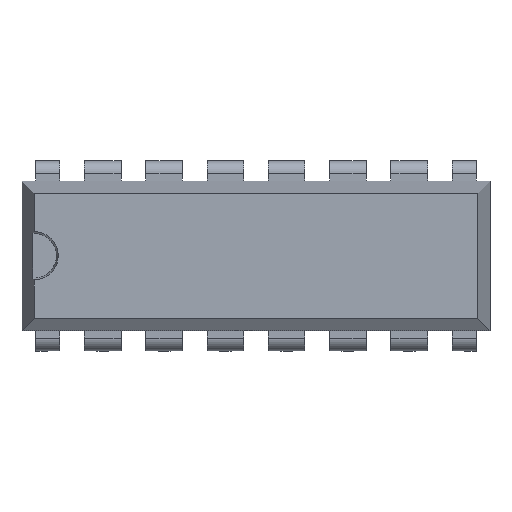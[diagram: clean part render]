
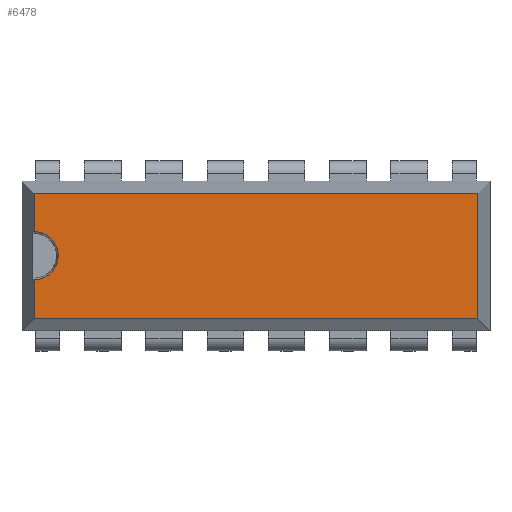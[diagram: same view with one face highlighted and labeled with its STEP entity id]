
A CAD part, top view. The second image highlights one B-rep face of the part: STEP entity #6478.
In plain terms, the highlighted planar face has unit normal (0, 0, 1).
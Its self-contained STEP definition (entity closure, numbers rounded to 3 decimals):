
#62 = ORIENTED_EDGE ( 'NONE', *, *, #2591, .F. ) ;
#149 = VERTEX_POINT ( 'NONE', #279 ) ;
#222 = ORIENTED_EDGE ( 'NONE', *, *, #1075, .T. ) ;
#279 = CARTESIAN_POINT ( 'NONE',  ( -0.31, 1.21, 4.66 ) ) ;
#354 = VECTOR ( 'NONE', #4475, 1000. ) ;
#724 = EDGE_CURVE ( 'NONE', #799, #149, #6437, .T. ) ;
#782 = DIRECTION ( 'NONE',  ( 0., 0., -1. ) ) ;
#799 = VERTEX_POINT ( 'NONE', #2650 ) ;
#953 = CARTESIAN_POINT ( 'NONE',  ( 23.322, 1.21, 4.66 ) ) ;
#963 = LINE ( 'NONE', #2243, #6295 ) ;
#1075 = EDGE_CURVE ( 'NONE', #3035, #6198, #7947, .T. ) ;
#1148 = VECTOR ( 'NONE', #4301, 1000. ) ;
#1292 = ORIENTED_EDGE ( 'NONE', *, *, #6811, .T. ) ;
#1728 = ORIENTED_EDGE ( 'NONE', *, *, #2054, .T. ) ;
#1968 = VERTEX_POINT ( 'NONE', #3105 ) ;
#2054 = EDGE_CURVE ( 'NONE', #1968, #3226, #6537, .T. ) ;
#2243 = CARTESIAN_POINT ( 'NONE',  ( -0.31, 0.71, 4.66 ) ) ;
#2529 = CARTESIAN_POINT ( 'NONE',  ( -0.31, 0.71, 4.66 ) ) ;
#2558 = AXIS2_PLACEMENT_3D ( 'NONE', #7615, #782, #7119 ) ;
#2591 = EDGE_CURVE ( 'NONE', #4162, #6198, #5947, .T. ) ;
#2643 = ORIENTED_EDGE ( 'NONE', *, *, #4942, .T. ) ;
#2650 = CARTESIAN_POINT ( 'NONE',  ( -0.31, 2.81, 4.66 ) ) ;
#2702 = CARTESIAN_POINT ( 'NONE',  ( 23.322, 6.41, 4.66 ) ) ;
#2782 = CARTESIAN_POINT ( 'NONE',  ( -0.31, 3.81, 4.66 ) ) ;
#2910 = DIRECTION ( 'NONE',  ( 0., -1., 0. ) ) ;
#2937 = VECTOR ( 'NONE', #5358, 1000. ) ;
#3035 = VERTEX_POINT ( 'NONE', #3437 ) ;
#3105 = CARTESIAN_POINT ( 'NONE',  ( -0.31, 4.81, 4.66 ) ) ;
#3226 = VERTEX_POINT ( 'NONE', #5135 ) ;
#3334 = ORIENTED_EDGE ( 'NONE', *, *, #3788, .T. ) ;
#3437 = CARTESIAN_POINT ( 'NONE',  ( 18.09, 1.21, 4.66 ) ) ;
#3460 = EDGE_LOOP ( 'NONE', ( #62, #2643, #1728, #3334, #4121, #1292, #222 ) ) ;
#3477 = CARTESIAN_POINT ( 'NONE',  ( 18.09, 6.41, 4.66 ) ) ;
#3586 = DIRECTION ( 'NONE',  ( 0., 0., 1. ) ) ;
#3788 = EDGE_CURVE ( 'NONE', #3226, #799, #7319, .T. ) ;
#3844 = FACE_OUTER_BOUND ( 'NONE', #3460, .T. ) ;
#3978 = CARTESIAN_POINT ( 'NONE',  ( -0.31, 6.41, 4.66 ) ) ;
#4121 = ORIENTED_EDGE ( 'NONE', *, *, #724, .T. ) ;
#4162 = VERTEX_POINT ( 'NONE', #3978 ) ;
#4258 = VECTOR ( 'NONE', #6484, 1000. ) ;
#4301 = DIRECTION ( 'NONE',  ( 0., 1., 0. ) ) ;
#4475 = DIRECTION ( 'NONE',  ( 0., -1., 0. ) ) ;
#4839 = DIRECTION ( 'NONE',  ( 1., 0., 0. ) ) ;
#4942 = EDGE_CURVE ( 'NONE', #4162, #1968, #963, .T. ) ;
#5135 = CARTESIAN_POINT ( 'NONE',  ( 0.69, 3.81, 4.66 ) ) ;
#5165 = LINE ( 'NONE', #953, #2937 ) ;
#5322 = DIRECTION ( 'NONE',  ( 0., 0., -1. ) ) ;
#5358 = DIRECTION ( 'NONE',  ( 1., 0., 0. ) ) ;
#5947 = LINE ( 'NONE', #2702, #4258 ) ;
#6146 = AXIS2_PLACEMENT_3D ( 'NONE', #2782, #5322, #7214 ) ;
#6198 = VERTEX_POINT ( 'NONE', #3477 ) ;
#6295 = VECTOR ( 'NONE', #2910, 1000. ) ;
#6385 = AXIS2_PLACEMENT_3D ( 'NONE', #6702, #3586, #4839 ) ;
#6437 = LINE ( 'NONE', #2529, #354 ) ;
#6478 = ADVANCED_FACE ( 'NONE', ( #3844 ), #6542, .T. ) ;
#6484 = DIRECTION ( 'NONE',  ( 1., 0., 0. ) ) ;
#6537 = CIRCLE ( 'NONE', #2558, 1. ) ;
#6542 = PLANE ( 'NONE',  #6385 ) ;
#6702 = CARTESIAN_POINT ( 'NONE',  ( 1.27, 0.71, 4.66 ) ) ;
#6811 = EDGE_CURVE ( 'NONE', #149, #3035, #5165, .T. ) ;
#7119 = DIRECTION ( 'NONE',  ( 1., 0., 0. ) ) ;
#7214 = DIRECTION ( 'NONE',  ( 1., 0., 0. ) ) ;
#7319 = CIRCLE ( 'NONE', #6146, 1. ) ;
#7372 = CARTESIAN_POINT ( 'NONE',  ( 18.09, -4.022, 4.66 ) ) ;
#7615 = CARTESIAN_POINT ( 'NONE',  ( -0.31, 3.81, 4.66 ) ) ;
#7947 = LINE ( 'NONE', #7372, #1148 ) ;
